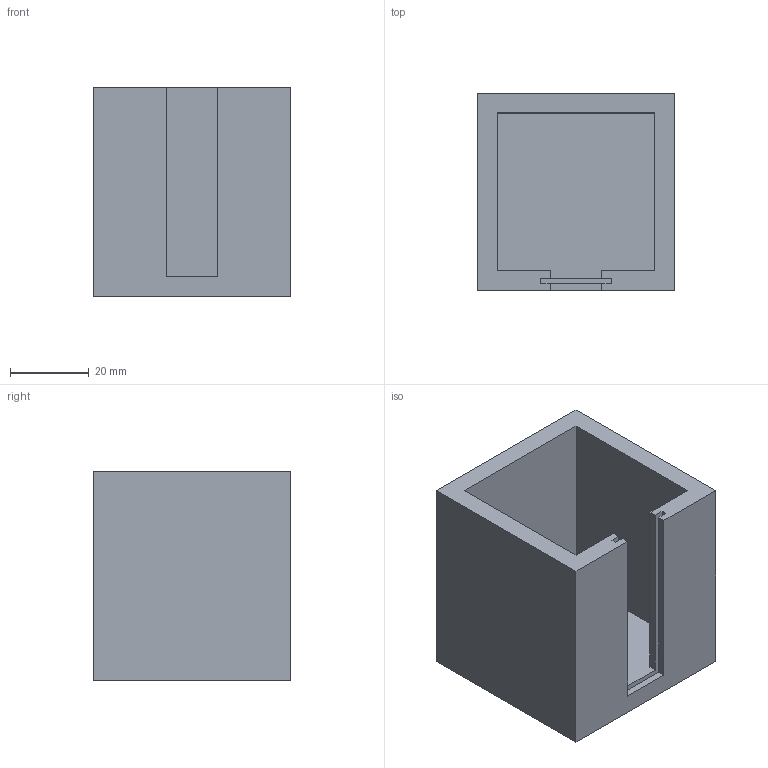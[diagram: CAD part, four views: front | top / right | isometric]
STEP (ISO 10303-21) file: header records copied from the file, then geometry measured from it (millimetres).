
FILE_DESCRIPTION (( 'STEP AP214' ), '1' );
FILE_NAME ('Behälter 1.STEP', '2022-08-26T08:25:15', ( '' ), ( '' ), 'SwSTEP 2.0', 'SolidWorks 2022', '' );
FILE_SCHEMA (( 'AUTOMOTIVE_DESIGN' ));
Length unit declared in the file: millimetre
Products named in the file (1): Behälter 1
Bounding box: 50 x 50 x 53 mm (x, y, z)
Volume: 49645.3 mm3; surface area: 23378.3 mm2
Topology: 1 solids, 1 shells, 27 faces, 72 edges, 48 vertices
Faces by surface type: plane 27
Entity records: 860 total; most frequent: CARTESIAN_POINT 148, ORIENTED_EDGE 144, DIRECTION 128, EDGE_CURVE 72, VECTOR 72, LINE 72, VERTEX_POINT 48, AXIS2_PLACEMENT_3D 28
